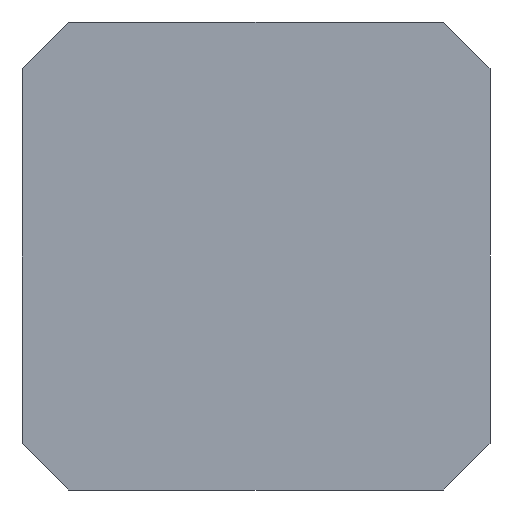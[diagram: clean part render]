
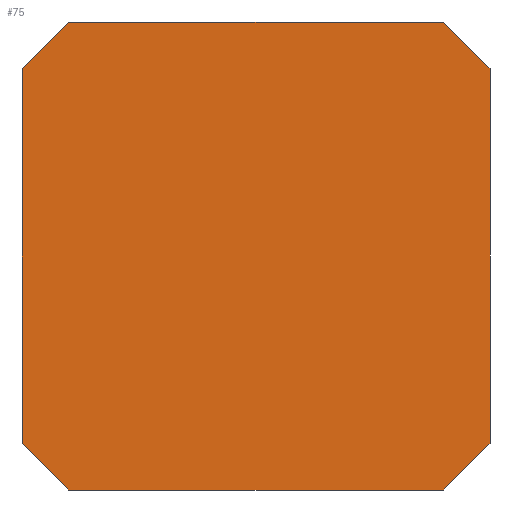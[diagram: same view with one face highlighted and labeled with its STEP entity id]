
A CAD part, front view. The second image highlights one B-rep face of the part: STEP entity #75.
In plain terms, the highlighted planar face has unit normal (0, -1, 0).
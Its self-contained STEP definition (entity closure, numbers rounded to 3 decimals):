
#5 = ORIENTED_EDGE ( 'NONE', *, *, #1215, .T. ) ;
#7 = VERTEX_POINT ( 'NONE', #1232 ) ;
#23 = VECTOR ( 'NONE', #347, 1000. ) ;
#37 = DIRECTION ( 'NONE',  ( 0.707, 0., 0.707 ) ) ;
#72 = VERTEX_POINT ( 'NONE', #515 ) ;
#75 = ADVANCED_FACE ( 'NONE', ( #771 ), #764, .T. ) ;
#82 = LINE ( 'NONE', #1247, #561 ) ;
#94 = LINE ( 'NONE', #720, #1102 ) ;
#160 = DIRECTION ( 'NONE',  ( -0.707, 0., -0.707 ) ) ;
#179 = ORIENTED_EDGE ( 'NONE', *, *, #1113, .F. ) ;
#195 = ORIENTED_EDGE ( 'NONE', *, *, #295, .T. ) ;
#261 = CARTESIAN_POINT ( 'NONE',  ( 0., -69., -4.2 ) ) ;
#283 = CARTESIAN_POINT ( 'NONE',  ( 37.8, -69., 0. ) ) ;
#284 = DIRECTION ( 'NONE',  ( -1., 0., 0. ) ) ;
#288 = VECTOR ( 'NONE', #1168, 1000. ) ;
#292 = ORIENTED_EDGE ( 'NONE', *, *, #686, .T. ) ;
#295 = EDGE_CURVE ( 'NONE', #934, #531, #94, .T. ) ;
#347 = DIRECTION ( 'NONE',  ( 0., 0., 1. ) ) ;
#463 = ORIENTED_EDGE ( 'NONE', *, *, #594, .T. ) ;
#478 = VERTEX_POINT ( 'NONE', #763 ) ;
#485 = ORIENTED_EDGE ( 'NONE', *, *, #510, .F. ) ;
#510 = EDGE_CURVE ( 'NONE', #72, #551, #587, .T. ) ;
#515 = CARTESIAN_POINT ( 'NONE',  ( 4.2, -69., 0. ) ) ;
#519 = EDGE_CURVE ( 'NONE', #1164, #531, #82, .T. ) ;
#530 = LINE ( 'NONE', #1033, #23 ) ;
#531 = VERTEX_POINT ( 'NONE', #1069 ) ;
#545 = DIRECTION ( 'NONE',  ( 0., 0., -1. ) ) ;
#551 = VERTEX_POINT ( 'NONE', #283 ) ;
#561 = VECTOR ( 'NONE', #545, 1000. ) ;
#564 = CARTESIAN_POINT ( 'NONE',  ( 0., -69., 0. ) ) ;
#576 = CARTESIAN_POINT ( 'NONE',  ( 37.8, -69., 0. ) ) ;
#587 = LINE ( 'NONE', #844, #1090 ) ;
#594 = EDGE_CURVE ( 'NONE', #1164, #551, #1002, .T. ) ;
#598 = DIRECTION ( 'NONE',  ( -0.707, 0., 0.707 ) ) ;
#604 = VERTEX_POINT ( 'NONE', #950 ) ;
#669 = ORIENTED_EDGE ( 'NONE', *, *, #1047, .F. ) ;
#670 = VECTOR ( 'NONE', #598, 1000. ) ;
#681 = CARTESIAN_POINT ( 'NONE',  ( 0., -69., -42. ) ) ;
#686 = EDGE_CURVE ( 'NONE', #478, #604, #1073, .T. ) ;
#705 = DIRECTION ( 'NONE',  ( 0., -1., 0. ) ) ;
#720 = CARTESIAN_POINT ( 'NONE',  ( 37.8, -69., -42. ) ) ;
#732 = EDGE_LOOP ( 'NONE', ( #195, #1138, #463, #485, #5, #179, #292, #669 ) ) ;
#763 = CARTESIAN_POINT ( 'NONE',  ( 0., -69., -37.8 ) ) ;
#764 = PLANE ( 'NONE',  #929 ) ;
#771 = FACE_OUTER_BOUND ( 'NONE', #732, .T. ) ;
#844 = CARTESIAN_POINT ( 'NONE',  ( 0., -69., 0. ) ) ;
#855 = LINE ( 'NONE', #681, #1088 ) ;
#856 = DIRECTION ( 'NONE',  ( 0., 0., -1. ) ) ;
#929 = AXIS2_PLACEMENT_3D ( 'NONE', #564, #705, #856 ) ;
#934 = VERTEX_POINT ( 'NONE', #1074 ) ;
#950 = CARTESIAN_POINT ( 'NONE',  ( 4.2, -69., -42. ) ) ;
#990 = CARTESIAN_POINT ( 'NONE',  ( 4.2, -69., -42. ) ) ;
#1002 = LINE ( 'NONE', #576, #670 ) ;
#1025 = CARTESIAN_POINT ( 'NONE',  ( 42., -69., -4.2 ) ) ;
#1033 = CARTESIAN_POINT ( 'NONE',  ( 0., -69., 0. ) ) ;
#1047 = EDGE_CURVE ( 'NONE', #934, #604, #855, .T. ) ;
#1069 = CARTESIAN_POINT ( 'NONE',  ( 42., -69., -37.8 ) ) ;
#1072 = DIRECTION ( 'NONE',  ( 1., 0., 0. ) ) ;
#1073 = LINE ( 'NONE', #990, #288 ) ;
#1074 = CARTESIAN_POINT ( 'NONE',  ( 37.8, -69., -42. ) ) ;
#1088 = VECTOR ( 'NONE', #284, 1000. ) ;
#1090 = VECTOR ( 'NONE', #1072, 1000. ) ;
#1102 = VECTOR ( 'NONE', #37, 1000. ) ;
#1113 = EDGE_CURVE ( 'NONE', #478, #7, #530, .T. ) ;
#1133 = VECTOR ( 'NONE', #160, 1000. ) ;
#1138 = ORIENTED_EDGE ( 'NONE', *, *, #519, .F. ) ;
#1164 = VERTEX_POINT ( 'NONE', #1025 ) ;
#1168 = DIRECTION ( 'NONE',  ( 0.707, 0., -0.707 ) ) ;
#1186 = LINE ( 'NONE', #261, #1133 ) ;
#1215 = EDGE_CURVE ( 'NONE', #72, #7, #1186, .T. ) ;
#1232 = CARTESIAN_POINT ( 'NONE',  ( 0., -69., -4.2 ) ) ;
#1247 = CARTESIAN_POINT ( 'NONE',  ( 42., -69., 0. ) ) ;
